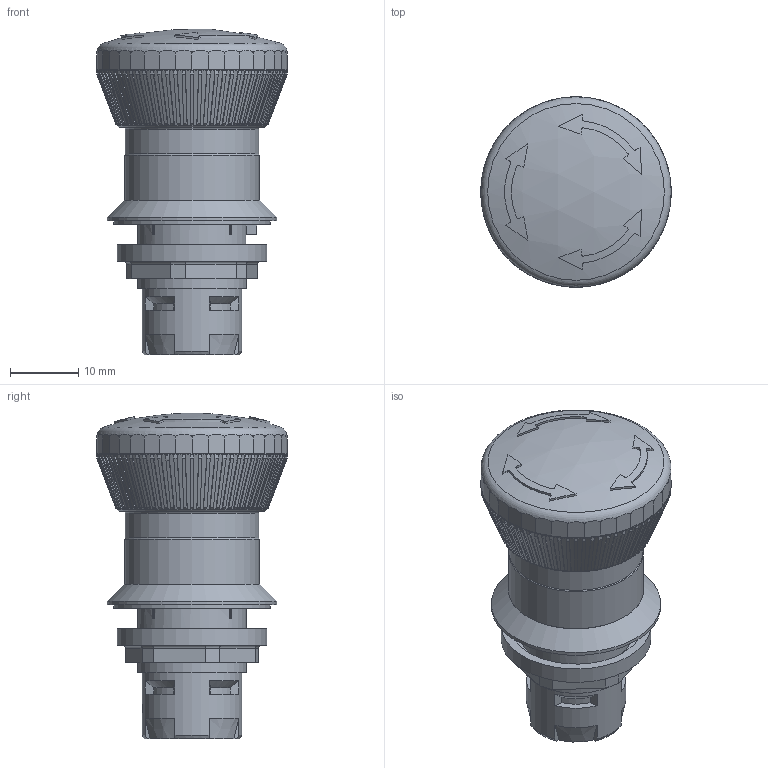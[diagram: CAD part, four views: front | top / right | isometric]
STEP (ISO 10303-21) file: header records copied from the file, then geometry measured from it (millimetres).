
FILE_DESCRIPTION(/* description */ (''),/* implementation_level */ '2;1');
FILE_NAME(/* name */ 'RKUV28.stp',/* time_stamp */ '2017-08-22T13:36:06+02:00',/* author */ ('mharscher'),/* organization */ (''),/* preprocessor_version */ 'ST-DEVELOPER v16.1',/* originating_system */ 'Autodesk Inventor 2016',/* authorisation */ '');
FILE_SCHEMA (('AUTOMOTIVE_DESIGN { 1 0 10303 214 3 1 1 }'));
Length unit declared in the file: centimetre
Products named in the file (1): RKUV28
Bounding box: 28 x 28 x 47.89 mm (x, y, z)
Volume: 15843.5 mm3; surface area: 5089.5 mm2
Topology: 1 solids, 1 shells, 866 faces, 2289 edges, 1441 vertices
Faces by surface type: plane 497, cone 160, cylinder 126, torus 79, sphere 4
Full cylindrical faces by diameter (mm): 1.999 x1, 14.65 x1, 16 x1, 16.001 x1, 16.15 x1, 16.5 x1, 19.5 x1, 19.65 x1, 19.85 x2, 22 x1, 23 x1, 24.9 x1
Entity records: 28027 total; most frequent: CARTESIAN_POINT 7432, ORIENTED_EDGE 4508, DIRECTION 4269, EDGE_CURVE 2254, AXIS2_PLACEMENT_3D 1668, VERTEX_POINT 1431, LINE 933, VECTOR 933
